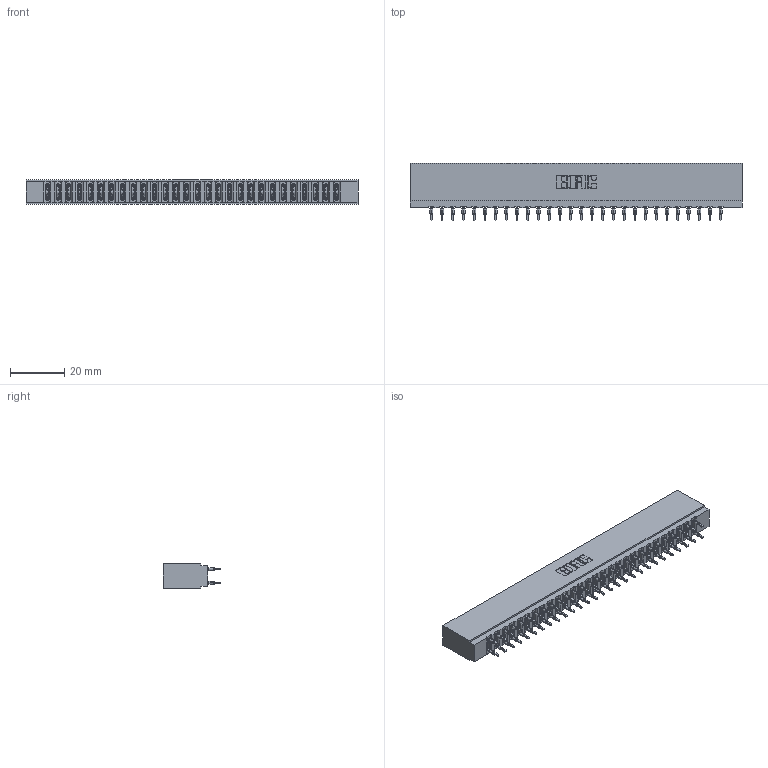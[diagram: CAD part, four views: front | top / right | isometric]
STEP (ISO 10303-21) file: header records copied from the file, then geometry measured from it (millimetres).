
FILE_DESCRIPTION (( 'STEP AP203' ), '1' );
FILE_NAME ('737-056-560-201.STEP', '2020-09-11T05:23:50', ( '' ), ( '' ), 'SwSTEP 2.0', 'SolidWorks 2020', '' );
FILE_SCHEMA (( 'CONFIG_CONTROL_DESIGN' ));
Length unit declared in the file: inch
Products named in the file (3): 737-056-560-201; 745-292-001_560; 737 Part_Insulator Option - 01
Assembly tree (57 placements, depth 2):
  737-056-560-201
    737 Part_Insulator Option - 01
    745-292-001_560  x56
Bounding box: 122.78 x 21.22 x 8.89 mm (x, y, z)
Volume: 12431.8 mm3; surface area: 18752.1 mm2
Topology: 57 solids, 57 shells, 5638 faces, 15431 edges, 9802 vertices
Faces by surface type: plane 2938, cylinder 1244, bspline 1120, torus 336
Entity records: 50270 total; most frequent: CARTESIAN_POINT 9235, ORIENTED_EDGE 8642, DIRECTION 7559, EDGE_CURVE 4321, LINE 3963, VECTOR 3963, VERTEX_POINT 2762, AXIS2_PLACEMENT_3D 1798
